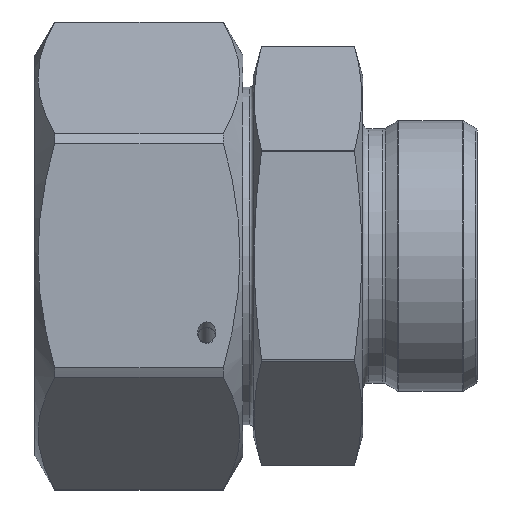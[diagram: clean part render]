
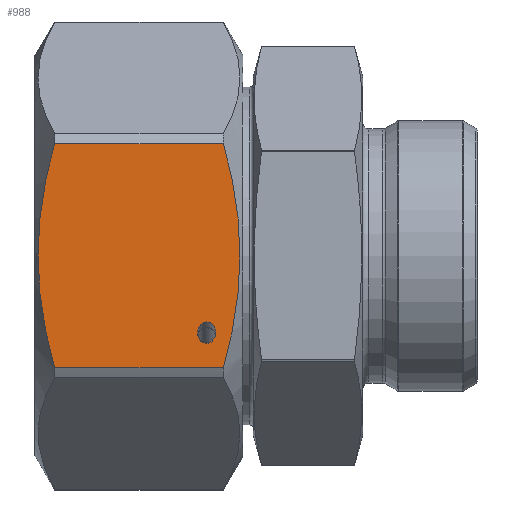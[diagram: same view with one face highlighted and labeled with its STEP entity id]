
A CAD part, top view. The second image highlights one B-rep face of the part: STEP entity #988.
In plain terms, the highlighted face is planar.
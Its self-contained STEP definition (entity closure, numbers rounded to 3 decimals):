
#672=ELLIPSE('',#1965,2.021,1.75);
#812=FACE_BOUND('',#1175,.T.);
#813=FACE_BOUND('',#1176,.T.);
#912=PLANE('',#1966);
#988=ADVANCED_FACE('',(#812,#813),#912,.F.);
#1175=EDGE_LOOP('',(#1471));
#1176=EDGE_LOOP('',(#1472,#1473,#1474,#1475));
#1227=B_SPLINE_CURVE_WITH_KNOTS('',3,(#2728,#2729,#2730,#2731,#2732,#2733,
#2734,#2735),.UNSPECIFIED.,.F.,.F.,(4,2,2,4),(0.,0.5,0.75,1.),
 .UNSPECIFIED.);
#1237=B_SPLINE_CURVE_WITH_KNOTS('',3,(#2861,#2862,#2863,#2864,#2865,#2866,
#2867,#2868),.UNSPECIFIED.,.F.,.F.,(4,2,2,4),(0.,0.5,0.75,1.),
 .UNSPECIFIED.);
#1471=ORIENTED_EDGE('',*,*,#1773,.T.);
#1472=ORIENTED_EDGE('',*,*,#1748,.T.);
#1473=ORIENTED_EDGE('',*,*,#1722,.T.);
#1474=ORIENTED_EDGE('',*,*,#1737,.T.);
#1475=ORIENTED_EDGE('',*,*,#1756,.T.);
#1598=VERTEX_POINT('',#2727);
#1599=VERTEX_POINT('',#2736);
#1611=VERTEX_POINT('',#2792);
#1619=VERTEX_POINT('',#2816);
#1637=VERTEX_POINT('',#2985);
#1722=EDGE_CURVE('',#1599,#1598,#1227,.T.);
#1737=EDGE_CURVE('',#1598,#1611,#1801,.T.);
#1748=EDGE_CURVE('',#1619,#1599,#1809,.T.);
#1756=EDGE_CURVE('',#1611,#1619,#1237,.T.);
#1773=EDGE_CURVE('',#1637,#1637,#672,.T.);
#1801=LINE('',#2793,#1825);
#1809=LINE('',#2815,#1833);
#1825=VECTOR('',#2208,1.);
#1833=VECTOR('',#2230,1.);
#1965=AXIS2_PLACEMENT_3D('',#2984,#2277,#2278);
#1966=AXIS2_PLACEMENT_3D('',#2986,#2279,#2280);
#2208=DIRECTION('',(1.,0.,0.));
#2230=DIRECTION('',(-1.,0.,0.));
#2277=DIRECTION('',(0.,0.5,-0.866));
#2278=DIRECTION('',(0.,-0.866,-0.5));
#2279=DIRECTION('',(0.,0.5,-0.866));
#2280=DIRECTION('',(0.,0.866,0.5));
#2727=CARTESIAN_POINT('',(3.753,-38.42,23.429));
#2728=CARTESIAN_POINT('',(3.753,-1.08,44.987));
#2729=CARTESIAN_POINT('',(1.803,-7.187,41.462));
#2730=CARTESIAN_POINT('',(0.584,-13.375,37.889));
#2731=CARTESIAN_POINT('',(0.574,-22.861,32.412));
#2732=CARTESIAN_POINT('',(0.873,-26.039,30.577));
#2733=CARTESIAN_POINT('',(1.976,-32.278,26.975));
#2734=CARTESIAN_POINT('',(2.776,-35.361,25.195));
#2735=CARTESIAN_POINT('',(3.753,-38.42,23.429));
#2736=CARTESIAN_POINT('',(3.753,-1.08,44.987));
#2792=CARTESIAN_POINT('',(36.247,-38.42,23.429));
#2793=CARTESIAN_POINT('',(0.,-38.42,23.429));
#2815=CARTESIAN_POINT('',(0.,-1.08,44.987));
#2816=CARTESIAN_POINT('',(36.247,-1.08,44.987));
#2861=CARTESIAN_POINT('',(36.247,-38.42,23.429));
#2862=CARTESIAN_POINT('',(38.197,-32.313,26.954));
#2863=CARTESIAN_POINT('',(39.416,-26.125,30.527));
#2864=CARTESIAN_POINT('',(39.426,-16.639,36.004));
#2865=CARTESIAN_POINT('',(39.127,-13.461,37.839));
#2866=CARTESIAN_POINT('',(38.024,-7.222,41.441));
#2867=CARTESIAN_POINT('',(37.224,-4.139,43.221));
#2868=CARTESIAN_POINT('',(36.247,-1.08,44.987));
#2984=CARTESIAN_POINT('',(33.,-32.55,26.818));
#2985=CARTESIAN_POINT('',(33.,-34.3,25.808));
#2986=CARTESIAN_POINT('',(40.,0.,45.611));
